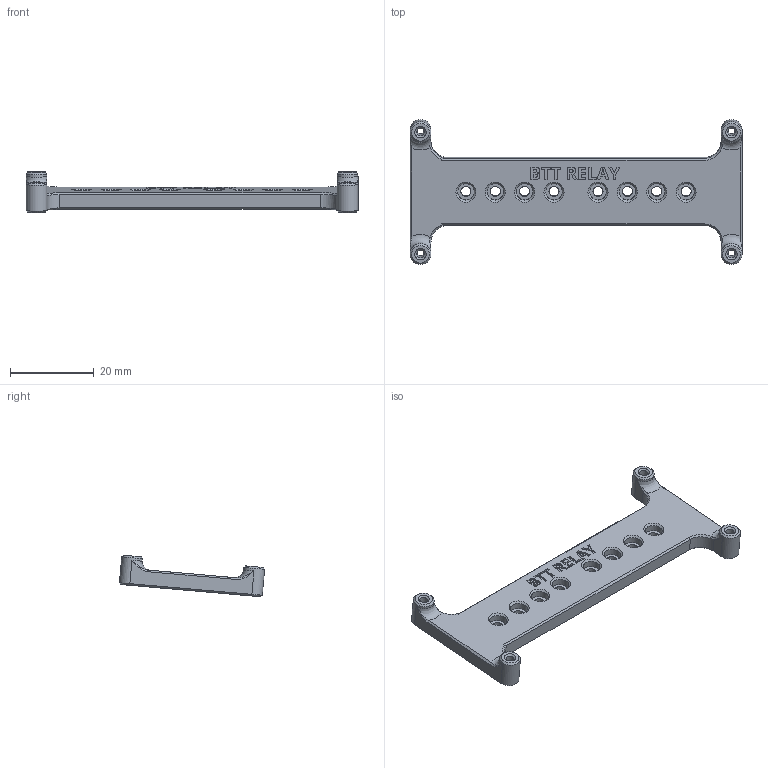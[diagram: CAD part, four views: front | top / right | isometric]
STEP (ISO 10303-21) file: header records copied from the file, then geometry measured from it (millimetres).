
FILE_DESCRIPTION(/* description */ ('STEP AP242','CAx-IF Rec.Pracs.---Representation and Presentation of Product Manufacturing Information (PMI)---4.0---2014-10-13','CAx-IF Rec.Pracs.---3D Tessellated Geometry---0.4---2014-09-14','2;1'),/* implementation_level */ '2;1');
FILE_NAME(/* name */ '6435ab8e67f3fb577aa080d7',/* time_stamp */ '2023-04-11T18:48:47+00:00',/* author */ (''),/* organization */ (''),/* preprocessor_version */ 'ST-DEVELOPER v18.102',/* originating_system */ ' ',/* authorisation */ ' ');
FILE_SCHEMA (('AP242_MANAGED_MODEL_BASED_3D_ENGINEERING_MIM_LF { 1 0 10303 442 1 1 4 }'));
Length unit declared in the file: metre
Products named in the file (1): BTT_Relay_Mount
Bounding box: 79.17 x 34.62 x 9.89 mm (x, y, z)
Volume: 5641.1 mm3; surface area: 4343.3 mm2
Topology: 1 solids, 1 shells, 235 faces, 587 edges, 366 vertices
Faces by surface type: plane 124, cone 40, bspline 39, cylinder 28, torus 4
Full cylindrical faces by diameter (mm): 1.9 x4, 2.4 x8, 4 x8, 5 x4
Entity records: 6819 total; most frequent: CARTESIAN_POINT 1738, ORIENTED_EDGE 1022, DIRECTION 915, EDGE_CURVE 511, VERTEX_POINT 350, EDGE_LOOP 331, FACE_BOUND 331, LINE 313
